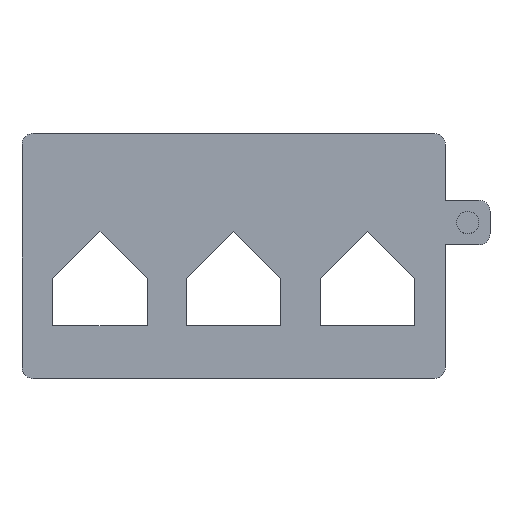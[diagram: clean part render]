
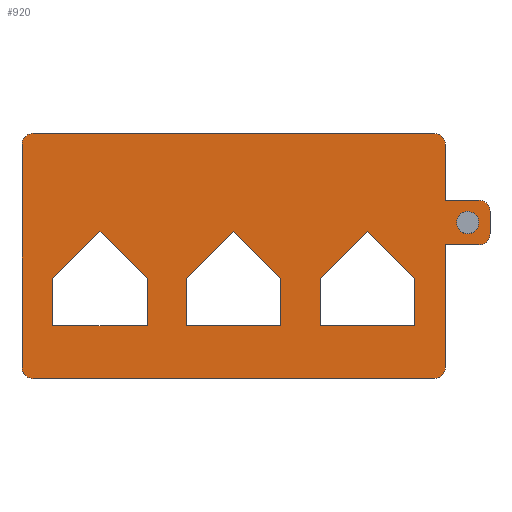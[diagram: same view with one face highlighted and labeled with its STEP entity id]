
A CAD part, top view. The second image highlights one B-rep face of the part: STEP entity #920.
In plain terms, the highlighted planar face has unit normal (0, 0, 1).
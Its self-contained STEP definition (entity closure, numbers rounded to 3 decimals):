
#32=CARTESIAN_POINT('',(22.,2.999,18.7));
#33=VERTEX_POINT('',#32);
#50=CARTESIAN_POINT('',(19.,2.999,18.7));
#51=VERTEX_POINT('',#50);
#58=CARTESIAN_POINT('',(22.,2.999,18.7));
#59=DIRECTION('',(-1.,0.,0.));
#60=VECTOR('',#59,3.);
#61=LINE('',#58,#60);
#62=EDGE_CURVE('',#33,#51,#61,.T.);
#72=CARTESIAN_POINT('',(-18.,-13.001,18.7));
#73=VERTEX_POINT('',#72);
#90=CARTESIAN_POINT('',(18.,-13.001,18.7));
#91=VERTEX_POINT('',#90);
#98=CARTESIAN_POINT('',(-18.,-13.001,18.7));
#99=DIRECTION('',(1.,0.,-0.));
#100=VECTOR('',#99,36.);
#101=LINE('',#98,#100);
#102=EDGE_CURVE('',#73,#91,#101,.T.);
#364=CARTESIAN_POINT('',(-16.242,-4.001,18.7));
#365=VERTEX_POINT('',#364);
#366=CARTESIAN_POINT('',(-12.,0.242,18.7));
#367=VERTEX_POINT('',#366);
#368=CARTESIAN_POINT('',(-16.242,-4.001,18.7));
#369=DIRECTION('',(0.707,0.707,0.));
#370=VECTOR('',#369,6.);
#371=LINE('',#368,#370);
#372=EDGE_CURVE('',#365,#367,#371,.T.);
#395=CARTESIAN_POINT('',(-7.757,-4.001,18.7));
#396=VERTEX_POINT('',#395);
#397=CARTESIAN_POINT('',(-12.,0.242,18.7));
#398=DIRECTION('',(0.707,-0.707,0.));
#399=VECTOR('',#398,6.);
#400=LINE('',#397,#399);
#401=EDGE_CURVE('',#367,#396,#400,.T.);
#419=CARTESIAN_POINT('',(-7.757,-8.243,18.7));
#420=VERTEX_POINT('',#419);
#421=CARTESIAN_POINT('',(-7.757,-8.243,18.7));
#422=DIRECTION('',(0.,1.,0.));
#423=VECTOR('',#422,4.242);
#424=LINE('',#421,#423);
#425=EDGE_CURVE('',#420,#396,#424,.T.);
#443=CARTESIAN_POINT('',(-16.242,-8.243,18.7));
#444=VERTEX_POINT('',#443);
#445=CARTESIAN_POINT('',(-7.757,-8.243,18.7));
#446=DIRECTION('',(-1.,0.,0.));
#447=VECTOR('',#446,8.485);
#448=LINE('',#445,#447);
#449=EDGE_CURVE('',#420,#444,#448,.T.);
#467=CARTESIAN_POINT('',(-4.242,-8.243,18.7));
#468=VERTEX_POINT('',#467);
#469=CARTESIAN_POINT('',(4.243,-8.243,18.7));
#470=VERTEX_POINT('',#469);
#471=CARTESIAN_POINT('',(-4.242,-8.243,18.7));
#472=DIRECTION('',(1.,0.,-0.));
#473=VECTOR('',#472,8.485);
#474=LINE('',#471,#473);
#475=EDGE_CURVE('',#468,#470,#474,.T.);
#498=CARTESIAN_POINT('',(-4.242,-4.001,18.7));
#499=VERTEX_POINT('',#498);
#500=CARTESIAN_POINT('',(-4.242,-4.001,18.7));
#501=DIRECTION('',(0.,-1.,0.));
#502=VECTOR('',#501,4.243);
#503=LINE('',#500,#502);
#504=EDGE_CURVE('',#499,#468,#503,.T.);
#522=CARTESIAN_POINT('',(0.,0.242,18.7));
#523=VERTEX_POINT('',#522);
#524=CARTESIAN_POINT('',(-4.242,-4.001,18.7));
#525=DIRECTION('',(0.707,0.707,0.));
#526=VECTOR('',#525,6.);
#527=LINE('',#524,#526);
#528=EDGE_CURVE('',#499,#523,#527,.T.);
#546=CARTESIAN_POINT('',(4.243,-4.001,18.7));
#547=VERTEX_POINT('',#546);
#548=CARTESIAN_POINT('',(0.,0.242,18.7));
#549=DIRECTION('',(0.707,-0.707,0.));
#550=VECTOR('',#549,6.);
#551=LINE('',#548,#550);
#552=EDGE_CURVE('',#523,#547,#551,.T.);
#570=CARTESIAN_POINT('',(23.,-0.001,18.7));
#571=VERTEX_POINT('',#570);
#588=CARTESIAN_POINT('',(23.,1.999,18.7));
#589=VERTEX_POINT('',#588);
#596=CARTESIAN_POINT('',(23.,-0.001,18.7));
#597=DIRECTION('',(0.,1.,0.));
#598=VECTOR('',#597,2.);
#599=LINE('',#596,#598);
#600=EDGE_CURVE('',#571,#589,#599,.T.);
#610=CARTESIAN_POINT('',(7.758,-8.243,18.7));
#611=VERTEX_POINT('',#610);
#612=CARTESIAN_POINT('',(16.243,-8.243,18.7));
#613=VERTEX_POINT('',#612);
#614=CARTESIAN_POINT('',(7.758,-8.243,18.7));
#615=DIRECTION('',(1.,0.,-0.));
#616=VECTOR('',#615,8.485);
#617=LINE('',#614,#616);
#618=EDGE_CURVE('',#611,#613,#617,.T.);
#641=CARTESIAN_POINT('',(7.758,-4.001,18.7));
#642=VERTEX_POINT('',#641);
#643=CARTESIAN_POINT('',(7.758,-4.001,18.7));
#644=DIRECTION('',(0.,-1.,0.));
#645=VECTOR('',#644,4.243);
#646=LINE('',#643,#645);
#647=EDGE_CURVE('',#642,#611,#646,.T.);
#665=CARTESIAN_POINT('',(12.,0.242,18.7));
#666=VERTEX_POINT('',#665);
#667=CARTESIAN_POINT('',(7.758,-4.001,18.7));
#668=DIRECTION('',(0.707,0.707,0.));
#669=VECTOR('',#668,6.);
#670=LINE('',#667,#669);
#671=EDGE_CURVE('',#642,#666,#670,.T.);
#689=CARTESIAN_POINT('',(16.243,-4.001,18.7));
#690=VERTEX_POINT('',#689);
#691=CARTESIAN_POINT('',(12.,0.242,18.7));
#692=DIRECTION('',(0.707,-0.707,0.));
#693=VECTOR('',#692,6.);
#694=LINE('',#691,#693);
#695=EDGE_CURVE('',#666,#690,#694,.T.);
#713=CARTESIAN_POINT('',(4.243,-4.001,18.7));
#714=DIRECTION('',(0.,-1.,0.));
#715=VECTOR('',#714,4.242);
#716=LINE('',#713,#715);
#717=EDGE_CURVE('',#547,#470,#716,.T.);
#730=CARTESIAN_POINT('',(-19.,7.999,18.7));
#731=VERTEX_POINT('',#730);
#748=CARTESIAN_POINT('',(-19.,-12.001,18.7));
#749=VERTEX_POINT('',#748);
#756=CARTESIAN_POINT('',(-19.,7.999,18.7));
#757=DIRECTION('',(0.,-1.,0.));
#758=VECTOR('',#757,20.);
#759=LINE('',#756,#758);
#760=EDGE_CURVE('',#731,#749,#759,.T.);
#770=CARTESIAN_POINT('',(16.243,-8.243,18.7));
#771=DIRECTION('',(0.,1.,0.));
#772=VECTOR('',#771,4.242);
#773=LINE('',#770,#772);
#774=EDGE_CURVE('',#613,#690,#773,.T.);
#787=CARTESIAN_POINT('',(-16.242,-4.001,18.7));
#788=DIRECTION('',(0.,-1.,0.));
#789=VECTOR('',#788,4.243);
#790=LINE('',#787,#789);
#791=EDGE_CURVE('',#365,#444,#790,.T.);
#799=CARTESIAN_POINT('',(0.,-4.002,18.7));
#800=DIRECTION('',(0.,0.,1.));
#801=DIRECTION('',(-1.,0.,0.));
#802=AXIS2_PLACEMENT_3D('',#799,#800,#801);
#803=PLANE('',#802);
#804=CARTESIAN_POINT('',(22.,-1.001,18.7));
#805=VERTEX_POINT('',#804);
#806=CARTESIAN_POINT('',(22.,-0.001,18.7));
#807=DIRECTION('',(0.,0.,1.));
#808=DIRECTION('',(1.,0.,-0.));
#809=AXIS2_PLACEMENT_3D('',#806,#807,#808);
#810=CIRCLE('',#809,1.);
#811=EDGE_CURVE('',#805,#571,#810,.T.);
#812=ORIENTED_EDGE('',*,*,#811,.T.);
#813=ORIENTED_EDGE('',*,*,#600,.T.);
#814=CARTESIAN_POINT('',(22.,1.999,18.7));
#815=DIRECTION('',(0.,0.,1.));
#816=DIRECTION('',(1.,0.,-0.));
#817=AXIS2_PLACEMENT_3D('',#814,#815,#816);
#818=CIRCLE('',#817,1.);
#819=EDGE_CURVE('',#589,#33,#818,.T.);
#820=ORIENTED_EDGE('',*,*,#819,.T.);
#821=ORIENTED_EDGE('',*,*,#62,.T.);
#822=CARTESIAN_POINT('',(19.,7.999,18.7));
#823=VERTEX_POINT('',#822);
#824=CARTESIAN_POINT('',(19.,7.999,18.7));
#825=DIRECTION('',(0.,-1.,0.));
#826=VECTOR('',#825,5.);
#827=LINE('',#824,#826);
#828=EDGE_CURVE('',#823,#51,#827,.T.);
#829=ORIENTED_EDGE('',*,*,#828,.F.);
#830=CARTESIAN_POINT('',(18.,8.999,18.7));
#831=VERTEX_POINT('',#830);
#832=CARTESIAN_POINT('',(18.,7.999,18.7));
#833=DIRECTION('',(0.,0.,1.));
#834=DIRECTION('',(1.,0.,-0.));
#835=AXIS2_PLACEMENT_3D('',#832,#833,#834);
#836=CIRCLE('',#835,1.);
#837=EDGE_CURVE('',#823,#831,#836,.T.);
#838=ORIENTED_EDGE('',*,*,#837,.T.);
#839=CARTESIAN_POINT('',(-18.,8.999,18.7));
#840=VERTEX_POINT('',#839);
#841=CARTESIAN_POINT('',(18.,8.999,18.7));
#842=DIRECTION('',(-1.,0.,0.));
#843=VECTOR('',#842,36.);
#844=LINE('',#841,#843);
#845=EDGE_CURVE('',#831,#840,#844,.T.);
#846=ORIENTED_EDGE('',*,*,#845,.T.);
#847=CARTESIAN_POINT('',(-18.,7.999,18.7));
#848=DIRECTION('',(0.,0.,1.));
#849=DIRECTION('',(1.,0.,-0.));
#850=AXIS2_PLACEMENT_3D('',#847,#848,#849);
#851=CIRCLE('',#850,1.);
#852=EDGE_CURVE('',#840,#731,#851,.T.);
#853=ORIENTED_EDGE('',*,*,#852,.T.);
#854=ORIENTED_EDGE('',*,*,#760,.T.);
#855=CARTESIAN_POINT('',(-18.,-12.001,18.7));
#856=DIRECTION('',(0.,0.,1.));
#857=DIRECTION('',(1.,0.,-0.));
#858=AXIS2_PLACEMENT_3D('',#855,#856,#857);
#859=CIRCLE('',#858,1.);
#860=EDGE_CURVE('',#749,#73,#859,.T.);
#861=ORIENTED_EDGE('',*,*,#860,.T.);
#862=ORIENTED_EDGE('',*,*,#102,.T.);
#863=CARTESIAN_POINT('',(19.,-12.001,18.7));
#864=VERTEX_POINT('',#863);
#865=CARTESIAN_POINT('',(18.,-12.001,18.7));
#866=DIRECTION('',(0.,0.,1.));
#867=DIRECTION('',(1.,0.,-0.));
#868=AXIS2_PLACEMENT_3D('',#865,#866,#867);
#869=CIRCLE('',#868,1.);
#870=EDGE_CURVE('',#91,#864,#869,.T.);
#871=ORIENTED_EDGE('',*,*,#870,.T.);
#872=CARTESIAN_POINT('',(19.,-1.001,18.7));
#873=VERTEX_POINT('',#872);
#874=CARTESIAN_POINT('',(19.,-12.001,18.7));
#875=DIRECTION('',(0.,1.,0.));
#876=VECTOR('',#875,11.);
#877=LINE('',#874,#876);
#878=EDGE_CURVE('',#864,#873,#877,.T.);
#879=ORIENTED_EDGE('',*,*,#878,.T.);
#880=CARTESIAN_POINT('',(22.,-1.001,18.7));
#881=DIRECTION('',(-1.,0.,0.));
#882=VECTOR('',#881,3.);
#883=LINE('',#880,#882);
#884=EDGE_CURVE('',#805,#873,#883,.T.);
#885=ORIENTED_EDGE('',*,*,#884,.F.);
#886=EDGE_LOOP('',(#812,#813,#820,#821,#829,#838,#846,#853,#854,#861,#862,#871,#879,#885));
#887=FACE_BOUND('',#886,.T.);
#888=CARTESIAN_POINT('',(22.,0.999,18.7));
#889=VERTEX_POINT('',#888);
#890=CARTESIAN_POINT('',(21.,0.999,18.7));
#891=DIRECTION('',(0.,0.,1.));
#892=DIRECTION('',(1.,0.,-0.));
#893=AXIS2_PLACEMENT_3D('',#890,#891,#892);
#894=CIRCLE('',#893,1.);
#895=EDGE_CURVE('',#889,#889,#894,.T.);
#896=ORIENTED_EDGE('',*,*,#895,.F.);
#897=EDGE_LOOP('',(#896));
#898=FACE_BOUND('',#897,.T.);
#899=ORIENTED_EDGE('',*,*,#618,.F.);
#900=ORIENTED_EDGE('',*,*,#647,.F.);
#901=ORIENTED_EDGE('',*,*,#671,.T.);
#902=ORIENTED_EDGE('',*,*,#695,.T.);
#903=ORIENTED_EDGE('',*,*,#774,.F.);
#904=EDGE_LOOP('',(#899,#900,#901,#902,#903));
#905=FACE_BOUND('',#904,.T.);
#906=ORIENTED_EDGE('',*,*,#475,.F.);
#907=ORIENTED_EDGE('',*,*,#504,.F.);
#908=ORIENTED_EDGE('',*,*,#528,.T.);
#909=ORIENTED_EDGE('',*,*,#552,.T.);
#910=ORIENTED_EDGE('',*,*,#717,.T.);
#911=EDGE_LOOP('',(#906,#907,#908,#909,#910));
#912=FACE_BOUND('',#911,.T.);
#913=ORIENTED_EDGE('',*,*,#372,.T.);
#914=ORIENTED_EDGE('',*,*,#401,.T.);
#915=ORIENTED_EDGE('',*,*,#425,.F.);
#916=ORIENTED_EDGE('',*,*,#449,.T.);
#917=ORIENTED_EDGE('',*,*,#791,.F.);
#918=EDGE_LOOP('',(#913,#914,#915,#916,#917));
#919=FACE_BOUND('',#918,.T.);
#920=ADVANCED_FACE('',(#887,#898,#905,#912,#919),#803,.T.);
